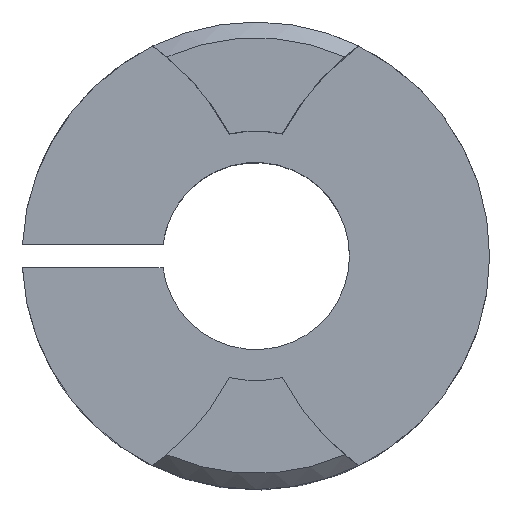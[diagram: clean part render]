
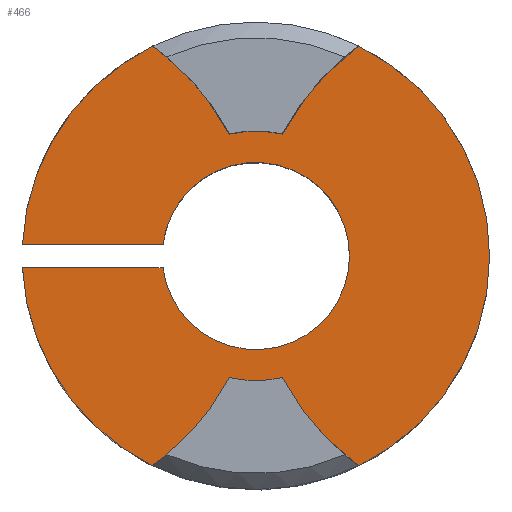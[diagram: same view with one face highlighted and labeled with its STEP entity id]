
A CAD part, top view. The second image highlights one B-rep face of the part: STEP entity #466.
In plain terms, the highlighted planar face has unit normal (0, 0, 1).
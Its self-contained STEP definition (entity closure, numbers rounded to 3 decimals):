
#4 = EDGE_CURVE ( 'NONE', #886, #670, #440, .T. ) ;
#15 = CARTESIAN_POINT ( 'NONE',  ( -6.598, -13.455, 11.303 ) ) ;
#44 = CARTESIAN_POINT ( 'NONE',  ( 1.698, -7.819, 11.303 ) ) ;
#52 = AXIS2_PLACEMENT_3D ( 'NONE', #735, #576, #802 ) ;
#56 = CARTESIAN_POINT ( 'NONE',  ( -14.967, -0.762, 11.303 ) ) ;
#62 = FACE_OUTER_BOUND ( 'NONE', #795, .T. ) ;
#83 = DIRECTION ( 'NONE',  ( 0., 0., 1. ) ) ;
#94 = ORIENTED_EDGE ( 'NONE', *, *, #580, .F. ) ;
#96 = CARTESIAN_POINT ( 'NONE',  ( 0., 0., 11.303 ) ) ;
#97 = CARTESIAN_POINT ( 'NONE',  ( 0., 0., 11.303 ) ) ;
#98 = DIRECTION ( 'NONE',  ( 0., 0., 1. ) ) ;
#108 = EDGE_CURVE ( 'NONE', #508, #670, #479, .T. ) ;
#110 = DIRECTION ( 'NONE',  ( 1., 0., 0. ) ) ;
#122 = CARTESIAN_POINT ( 'NONE',  ( 14.986, 0., 11.303 ) ) ;
#127 = CIRCLE ( 'NONE', #891, 8.001 ) ;
#154 = CIRCLE ( 'NONE', #527, 16.637 ) ;
#163 = CIRCLE ( 'NONE', #373, 14.986 ) ;
#166 = DIRECTION ( 'NONE',  ( 1., 0., 0. ) ) ;
#183 = CARTESIAN_POINT ( 'NONE',  ( 6., 0., 11.303 ) ) ;
#190 = EDGE_CURVE ( 'NONE', #549, #207, #613, .T. ) ;
#202 = CARTESIAN_POINT ( 'NONE',  ( 6.598, -13.455, 11.303 ) ) ;
#204 = CARTESIAN_POINT ( 'NONE',  ( -1.698, -7.819, 11.303 ) ) ;
#206 = CARTESIAN_POINT ( 'NONE',  ( 0., 0., 11.303 ) ) ;
#207 = VERTEX_POINT ( 'NONE', #722 ) ;
#210 = DIRECTION ( 'NONE',  ( 0., 0., 1. ) ) ;
#215 = EDGE_CURVE ( 'NONE', #207, #505, #875, .T. ) ;
#229 = LINE ( 'NONE', #586, #286 ) ;
#230 = CARTESIAN_POINT ( 'NONE',  ( -16.383, 0., 11.303 ) ) ;
#236 = EDGE_CURVE ( 'NONE', #814, #251, #163, .T. ) ;
#251 = VERTEX_POINT ( 'NONE', #122 ) ;
#252 = EDGE_CURVE ( 'NONE', #1019, #1004, #915, .T. ) ;
#254 = DIRECTION ( 'NONE',  ( 0., 0., 1. ) ) ;
#274 = CARTESIAN_POINT ( 'NONE',  ( 16.383, 0., 11.303 ) ) ;
#280 = DIRECTION ( 'NONE',  ( 0., 0., -1. ) ) ;
#283 = DIRECTION ( 'NONE',  ( 1., 0., 0. ) ) ;
#286 = VECTOR ( 'NONE', #679, 1000. ) ;
#301 = AXIS2_PLACEMENT_3D ( 'NONE', #832, #867, #882 ) ;
#312 = CIRCLE ( 'NONE', #355, 6. ) ;
#319 = CARTESIAN_POINT ( 'NONE',  ( 0., 0., 11.303 ) ) ;
#324 = DIRECTION ( 'NONE',  ( 0., 0., 1. ) ) ;
#328 = DIRECTION ( 'NONE',  ( 1., 0., 0. ) ) ;
#336 = VECTOR ( 'NONE', #448, 1000. ) ;
#343 = CARTESIAN_POINT ( 'NONE',  ( 6.598, 13.455, 11.303 ) ) ;
#346 = EDGE_CURVE ( 'NONE', #351, #549, #127, .T. ) ;
#351 = VERTEX_POINT ( 'NONE', #772 ) ;
#353 = EDGE_CURVE ( 'NONE', #490, #351, #952, .T. ) ;
#355 = AXIS2_PLACEMENT_3D ( 'NONE', #970, #981, #994 ) ;
#373 = AXIS2_PLACEMENT_3D ( 'NONE', #96, #98, #110 ) ;
#391 = CIRCLE ( 'NONE', #301, 8.001 ) ;
#396 = ORIENTED_EDGE ( 'NONE', *, *, #346, .T. ) ;
#405 = AXIS2_PLACEMENT_3D ( 'NONE', #876, #872, #577 ) ;
#440 = CIRCLE ( 'NONE', #896, 14.986 ) ;
#442 = DIRECTION ( 'NONE',  ( 1., 0., 0. ) ) ;
#444 = DIRECTION ( 'NONE',  ( 0., 0., 1. ) ) ;
#446 = VERTEX_POINT ( 'NONE', #782 ) ;
#447 = PLANE ( 'NONE',  #1023 ) ;
#448 = DIRECTION ( 'NONE',  ( 1., 0., 0. ) ) ;
#449 = ORIENTED_EDGE ( 'NONE', *, *, #710, .T. ) ;
#466 = ADVANCED_FACE ( 'NONE', ( #62 ), #447, .T. ) ;
#474 = ORIENTED_EDGE ( 'NONE', *, *, #215, .T. ) ;
#476 = AXIS2_PLACEMENT_3D ( 'NONE', #206, #210, #711 ) ;
#479 = CIRCLE ( 'NONE', #405, 16.637 ) ;
#490 = VERTEX_POINT ( 'NONE', #343 ) ;
#505 = VERTEX_POINT ( 'NONE', #746 ) ;
#508 = VERTEX_POINT ( 'NONE', #204 ) ;
#527 = AXIS2_PLACEMENT_3D ( 'NONE', #274, #280, #283 ) ;
#532 = VERTEX_POINT ( 'NONE', #44 ) ;
#549 = VERTEX_POINT ( 'NONE', #971 ) ;
#550 = CARTESIAN_POINT ( 'NONE',  ( 0., 0., 11.303 ) ) ;
#553 = DIRECTION ( 'NONE',  ( 0., 0., 1. ) ) ;
#562 = CIRCLE ( 'NONE', #800, 14.986 ) ;
#572 = ORIENTED_EDGE ( 'NONE', *, *, #773, .F. ) ;
#574 = DIRECTION ( 'NONE',  ( 1., 0., 0. ) ) ;
#576 = DIRECTION ( 'NONE',  ( 0., 0., 1. ) ) ;
#577 = DIRECTION ( 'NONE',  ( 1., 0., 0. ) ) ;
#580 = EDGE_CURVE ( 'NONE', #446, #505, #229, .T. ) ;
#586 = CARTESIAN_POINT ( 'NONE',  ( -5.951, 0.762, 11.303 ) ) ;
#604 = DIRECTION ( 'NONE',  ( 1., 0., 0. ) ) ;
#610 = ORIENTED_EDGE ( 'NONE', *, *, #951, .F. ) ;
#613 = CIRCLE ( 'NONE', #775, 16.637 ) ;
#635 = ORIENTED_EDGE ( 'NONE', *, *, #252, .F. ) ;
#637 = ORIENTED_EDGE ( 'NONE', *, *, #1014, .F. ) ;
#655 = LINE ( 'NONE', #56, #336 ) ;
#670 = VERTEX_POINT ( 'NONE', #15 ) ;
#679 = DIRECTION ( 'NONE',  ( -1., 0., 0. ) ) ;
#680 = ORIENTED_EDGE ( 'NONE', *, *, #916, .F. ) ;
#699 = ORIENTED_EDGE ( 'NONE', *, *, #108, .F. ) ;
#710 = EDGE_CURVE ( 'NONE', #251, #490, #562, .T. ) ;
#711 = DIRECTION ( 'NONE',  ( 1., 0., 0. ) ) ;
#716 = CARTESIAN_POINT ( 'NONE',  ( 8.192, 0., 11.303 ) ) ;
#722 = CARTESIAN_POINT ( 'NONE',  ( -6.598, 13.455, 11.303 ) ) ;
#735 = CARTESIAN_POINT ( 'NONE',  ( 0., 0., 11.303 ) ) ;
#746 = CARTESIAN_POINT ( 'NONE',  ( -14.967, 0.762, 11.303 ) ) ;
#772 = CARTESIAN_POINT ( 'NONE',  ( 1.698, 7.819, 11.303 ) ) ;
#773 = EDGE_CURVE ( 'NONE', #532, #508, #391, .T. ) ;
#775 = AXIS2_PLACEMENT_3D ( 'NONE', #230, #254, #166 ) ;
#782 = CARTESIAN_POINT ( 'NONE',  ( -5.951, 0.762, 11.303 ) ) ;
#795 = EDGE_LOOP ( 'NONE', ( #94, #637, #635, #680, #863, #699, #572, #610, #954, #449, #823, #396, #911, #474 ) ) ;
#799 = CARTESIAN_POINT ( 'NONE',  ( -14.967, -0.762, 11.303 ) ) ;
#800 = AXIS2_PLACEMENT_3D ( 'NONE', #319, #324, #328 ) ;
#802 = DIRECTION ( 'NONE',  ( 1., 0., 0. ) ) ;
#814 = VERTEX_POINT ( 'NONE', #202 ) ;
#823 = ORIENTED_EDGE ( 'NONE', *, *, #353, .T. ) ;
#832 = CARTESIAN_POINT ( 'NONE',  ( 0., 0., 11.303 ) ) ;
#863 = ORIENTED_EDGE ( 'NONE', *, *, #4, .T. ) ;
#867 = DIRECTION ( 'NONE',  ( 0., 0., -1. ) ) ;
#872 = DIRECTION ( 'NONE',  ( 0., 0., -1. ) ) ;
#875 = CIRCLE ( 'NONE', #52, 14.986 ) ;
#876 = CARTESIAN_POINT ( 'NONE',  ( -16.383, 0., 11.303 ) ) ;
#877 = CARTESIAN_POINT ( 'NONE',  ( 16.383, 0., 11.303 ) ) ;
#879 = DIRECTION ( 'NONE',  ( 0., 0., 1. ) ) ;
#882 = DIRECTION ( 'NONE',  ( 1., 0., 0. ) ) ;
#885 = CARTESIAN_POINT ( 'NONE',  ( -5.951, -0.762, 11.303 ) ) ;
#886 = VERTEX_POINT ( 'NONE', #799 ) ;
#891 = AXIS2_PLACEMENT_3D ( 'NONE', #550, #553, #604 ) ;
#892 = DIRECTION ( 'NONE',  ( 1., 0., 0. ) ) ;
#896 = AXIS2_PLACEMENT_3D ( 'NONE', #97, #83, #574 ) ;
#911 = ORIENTED_EDGE ( 'NONE', *, *, #190, .T. ) ;
#915 = CIRCLE ( 'NONE', #476, 6. ) ;
#916 = EDGE_CURVE ( 'NONE', #886, #1019, #655, .T. ) ;
#937 = AXIS2_PLACEMENT_3D ( 'NONE', #877, #879, #892 ) ;
#951 = EDGE_CURVE ( 'NONE', #814, #532, #154, .T. ) ;
#952 = CIRCLE ( 'NONE', #937, 16.637 ) ;
#954 = ORIENTED_EDGE ( 'NONE', *, *, #236, .T. ) ;
#970 = CARTESIAN_POINT ( 'NONE',  ( 0., 0., 11.303 ) ) ;
#971 = CARTESIAN_POINT ( 'NONE',  ( -1.698, 7.819, 11.303 ) ) ;
#981 = DIRECTION ( 'NONE',  ( 0., 0., 1. ) ) ;
#994 = DIRECTION ( 'NONE',  ( 1., 0., 0. ) ) ;
#1004 = VERTEX_POINT ( 'NONE', #183 ) ;
#1014 = EDGE_CURVE ( 'NONE', #1004, #446, #312, .T. ) ;
#1019 = VERTEX_POINT ( 'NONE', #885 ) ;
#1023 = AXIS2_PLACEMENT_3D ( 'NONE', #716, #444, #442 ) ;
